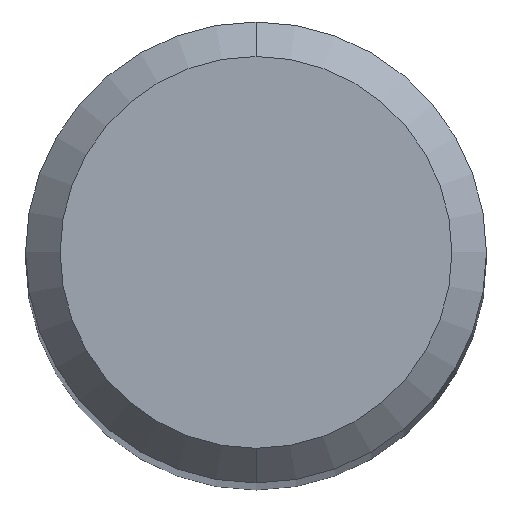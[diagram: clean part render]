
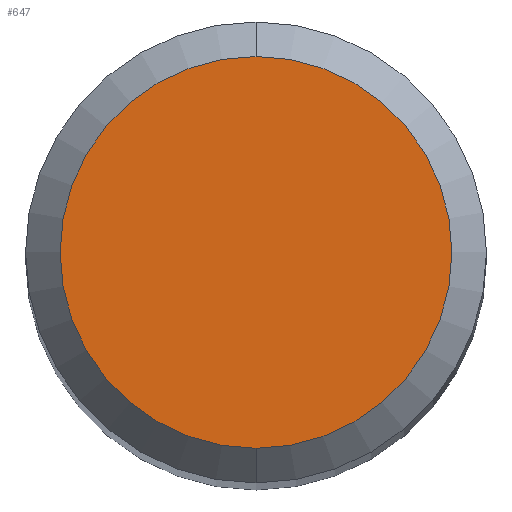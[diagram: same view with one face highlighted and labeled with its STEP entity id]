
A CAD part, top view. The second image highlights one B-rep face of the part: STEP entity #647.
In plain terms, the highlighted planar face has unit normal (0, 0, 1).
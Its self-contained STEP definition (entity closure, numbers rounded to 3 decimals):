
#351=EDGE_CURVE('',#735,#443,#1006,.T.);
#443=VERTEX_POINT('',#1108);
#647=ADVANCED_FACE('',(#1332),#1333,.T.);
#717=EDGE_CURVE('',#443,#735,#1407,.T.);
#735=VERTEX_POINT('',#1427);
#1006=CIRCLE('',#1713,1.7);
#1108=CARTESIAN_POINT('',(0.,-1.7,0.0));
#1332=FACE_OUTER_BOUND('',#3119,.T.);
#1333=PLANE('',#3120);
#1407=CIRCLE('',#3559,1.7);
#1427=CARTESIAN_POINT('',(0.0,1.7,0.0));
#1713=AXIS2_PLACEMENT_3D('',#4811,#4812,#4813);
#3119=EDGE_LOOP('',(#5164,#5165));
#3120=AXIS2_PLACEMENT_3D('',#5166,#5167,#5168);
#3559=AXIS2_PLACEMENT_3D('',#5222,#5223,#5224);
#4811=CARTESIAN_POINT('',(0.0,0.0,0.0));
#4812=DIRECTION('',(0.0,0.0,-1.0));
#4813=DIRECTION('',(0.0,1.0,0.0));
#5164=ORIENTED_EDGE('',*,*,#351,.F.);
#5165=ORIENTED_EDGE('',*,*,#717,.F.);
#5166=CARTESIAN_POINT('',(0.0,0.85,0.0));
#5167=DIRECTION('',(-0.0,0.0,1.0));
#5168=DIRECTION('',(0.0,-1.0,0.0));
#5222=CARTESIAN_POINT('',(0.0,0.0,0.0));
#5223=DIRECTION('',(0.0,0.0,-1.0));
#5224=DIRECTION('',(0.0,1.0,0.0));
